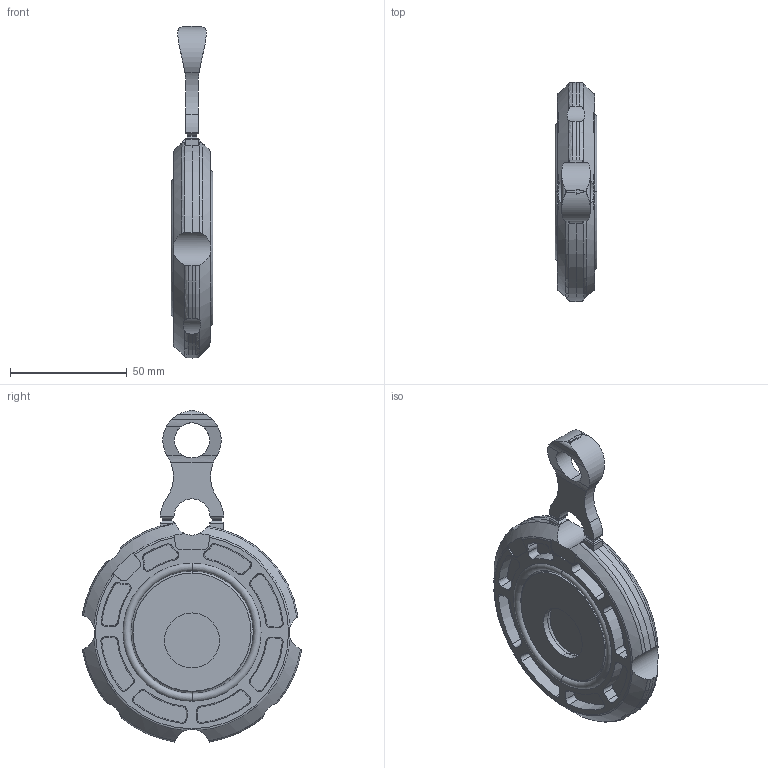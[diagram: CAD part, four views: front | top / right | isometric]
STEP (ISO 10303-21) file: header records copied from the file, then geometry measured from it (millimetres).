
FILE_DESCRIPTION(('STEP AP214'),'1');
FILE_NAME('cctmp_00C51BCE-3EAE-4CFE-AD4E-4EA42E949565_2018_12_7_13_42_48_977..stp','2018-12-07T12:42:49',('Praher Valves GmbH'),('CADClick - www.CADClick.com'),'Spatial InterOp 3D',' ','unknown authorization');
FILE_SCHEMA(('AUTOMOTIVE_DESIGN'));
Length unit declared in the file: millimetre
Products named in the file (1): 1
Bounding box: 17.85 x 93.84 x 141.92 mm (x, y, z)
Volume: 88976.8 mm3; surface area: 28970.9 mm2
Topology: 1 solids, 1 shells, 488 faces, 1385 edges, 901 vertices
Faces by surface type: plane 168, cylinder 139, torus 93, cone 88
Entity records: 22758 total; most frequent: CARTESIAN_POINT 5998, ORIENTED_EDGE 2770, DIRECTION 2743, EDGE_CURVE 1385, AXIS2_PLACEMENT_3D 1095, VERTEX_POINT 901, CIRCLE 566, LINE 553
